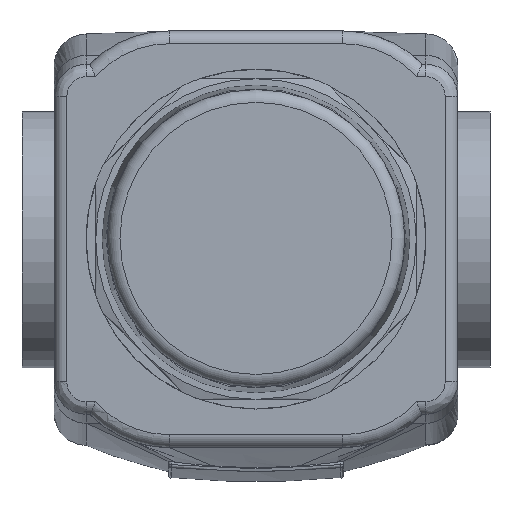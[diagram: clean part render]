
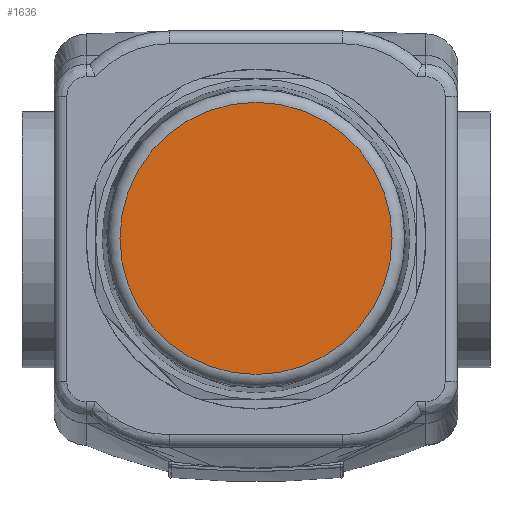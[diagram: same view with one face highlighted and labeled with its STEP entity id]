
A CAD part, top view. The second image highlights one B-rep face of the part: STEP entity #1636.
In plain terms, the highlighted planar face has unit normal (0, 0, 1).
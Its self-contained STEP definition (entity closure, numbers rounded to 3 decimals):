
#1613=CARTESIAN_POINT('',(-21.223,0.0,112.5));
#1614=VERTEX_POINT('',#1613);
#1615=CARTESIAN_POINT('',(0.,0.0,112.5));
#1616=DIRECTION('',(0.0,0.0,1.0));
#1617=DIRECTION('',(-1.0,0.0,0.0));
#1618=AXIS2_PLACEMENT_3D('',#1615,#1616,#1617);
#1619=CIRCLE('',#1618,21.223);
#1620=EDGE_CURVE('',#1614,#1614,#1619,.T.);
#1628=CARTESIAN_POINT('',(-10.612,0.0,112.5));
#1629=DIRECTION('',(0.0,0.0,1.0));
#1630=DIRECTION('',(1.0,0.0,0.0));
#1631=AXIS2_PLACEMENT_3D('',#1628,#1629,#1630);
#1632=PLANE('',#1631);
#1633=ORIENTED_EDGE('',*,*,#1620,.T.);
#1634=EDGE_LOOP('',(#1633));
#1635=FACE_OUTER_BOUND('',#1634,.T.);
#1636=ADVANCED_FACE('',(#1635),#1632,.T.);
